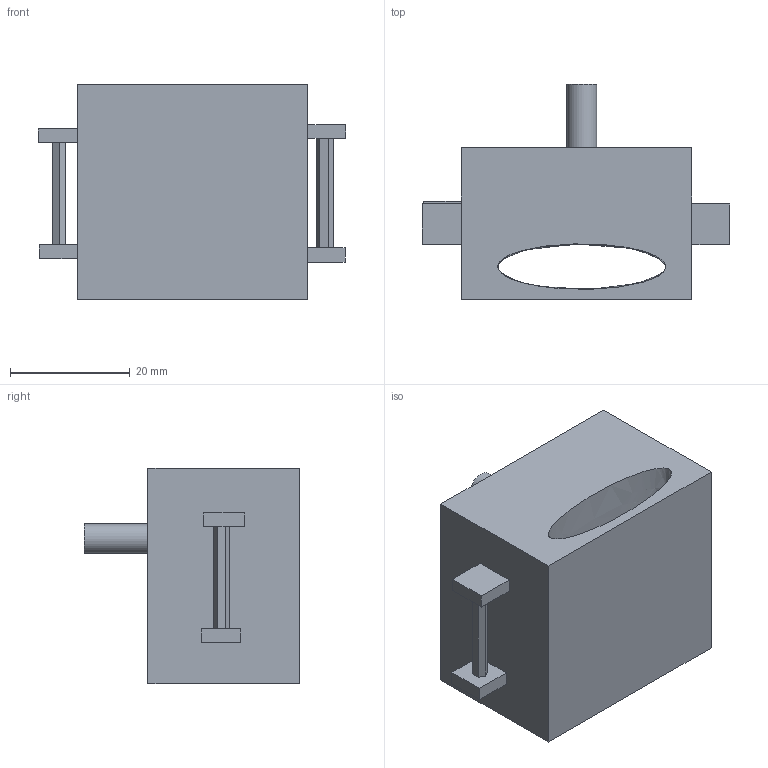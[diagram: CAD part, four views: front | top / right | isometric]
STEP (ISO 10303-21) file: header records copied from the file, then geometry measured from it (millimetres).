
FILE_DESCRIPTION(/* description */ ('STEP AP242','CAx-IF Rec.Pracs.---Representation and Presentation of Product Manufacturing Information (PMI)---4.0---2014-10-13','CAx-IF Rec.Pracs.---3D Tessellated Geometry---0.4---2014-09-14','2;1'),/* implementation_level */ '2;1');
FILE_NAME(/* name */ '681d8c423d9b60165247884e',/* time_stamp */ '2025-05-09T05:01:54Z',/* author */ (''),/* organization */ (''),/* preprocessor_version */ 'ST-DEVELOPER v20',/* originating_system */ 'ONSHAPE BY PTC INC, 1.197',/* authorisation */ ' ');
FILE_SCHEMA (('AP242_MANAGED_MODEL_BASED_3D_ENGINEERING_MIM_LF { 1 0 10303 442 1 1 4 }'));
Length unit declared in the file: metre
Products named in the file (2): Part 1; Surface 1
Bounding box: 51.44 x 36.07 x 36.04 mm (x, y, z)
Volume: 29506.4 mm3; surface area: 9528.1 mm2
Topology: 1 solids, 2 shells, 41 faces, 106 edges, 71 vertices
Faces by surface type: plane 38, cylinder 2, bspline 1
Full cylindrical faces by diameter (mm): 4.761 x1, 5.005 x1
Entity records: 1317 total; most frequent: CARTESIAN_POINT 262, ORIENTED_EDGE 202, DIRECTION 190, EDGE_CURVE 102, LINE 96, VECTOR 96, VERTEX_POINT 70, EDGE_LOOP 56
